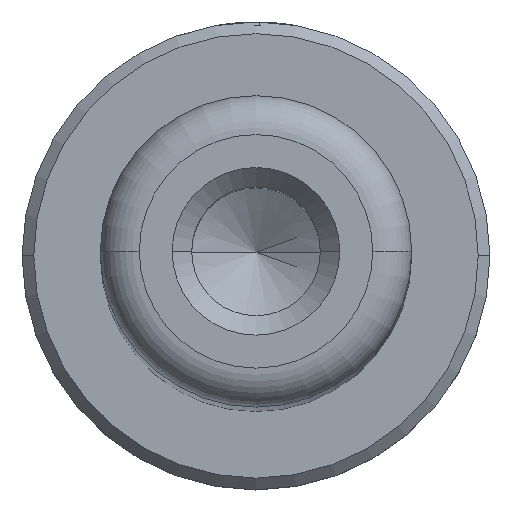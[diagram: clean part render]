
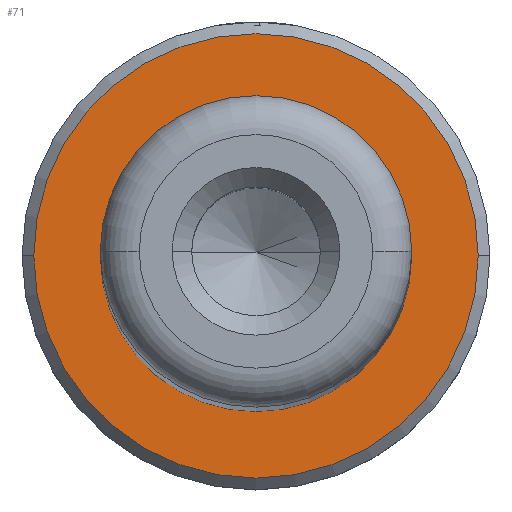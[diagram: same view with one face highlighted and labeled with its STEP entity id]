
A CAD part, top view. The second image highlights one B-rep face of the part: STEP entity #71.
In plain terms, the highlighted planar face has unit normal (0, 0, 1).
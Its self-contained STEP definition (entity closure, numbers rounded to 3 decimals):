
#21 = AXIS2_PLACEMENT_3D ( 'NONE', #646, #1790, #810 ) ;
#35 = CIRCLE ( 'NONE', #1030, 3.6 ) ;
#71 = ADVANCED_FACE ( 'NONE', ( #263, #537 ), #232, .T. ) ;
#156 = ORIENTED_EDGE ( 'NONE', *, *, #659, .T. ) ;
#228 = EDGE_CURVE ( 'NONE', #1489, #1882, #1812, .T. ) ;
#232 = PLANE ( 'NONE',  #378 ) ;
#242 = AXIS2_PLACEMENT_3D ( 'NONE', #1856, #1844, #1793 ) ;
#263 = FACE_OUTER_BOUND ( 'NONE', #1588, .T. ) ;
#275 = DIRECTION ( 'NONE',  ( 1., 0., 0. ) ) ;
#290 = VERTEX_POINT ( 'NONE', #1125 ) ;
#341 = CARTESIAN_POINT ( 'NONE',  ( 0., 0., 11. ) ) ;
#378 = AXIS2_PLACEMENT_3D ( 'NONE', #341, #616, #275 ) ;
#405 = DIRECTION ( 'NONE',  ( -1., 0., 0. ) ) ;
#411 = DIRECTION ( 'NONE',  ( 0., 0., -1. ) ) ;
#421 = CARTESIAN_POINT ( 'NONE',  ( 0., 0., 11. ) ) ;
#461 = EDGE_CURVE ( 'NONE', #1977, #290, #35, .T. ) ;
#537 = FACE_BOUND ( 'NONE', #1993, .T. ) ;
#616 = DIRECTION ( 'NONE',  ( 0., 0., 1. ) ) ;
#646 = CARTESIAN_POINT ( 'NONE',  ( 0., 0., 11. ) ) ;
#659 = EDGE_CURVE ( 'NONE', #290, #1977, #1480, .T. ) ;
#810 = DIRECTION ( 'NONE',  ( 1., 0., 0. ) ) ;
#831 = ORIENTED_EDGE ( 'NONE', *, *, #228, .T. ) ;
#1030 = AXIS2_PLACEMENT_3D ( 'NONE', #421, #411, #405 ) ;
#1125 = CARTESIAN_POINT ( 'NONE',  ( -3.6, 0., 11. ) ) ;
#1370 = ORIENTED_EDGE ( 'NONE', *, *, #1685, .T. ) ;
#1391 = DIRECTION ( 'NONE',  ( 1., 0., 0. ) ) ;
#1407 = DIRECTION ( 'NONE',  ( 0., 0., 1. ) ) ;
#1414 = CARTESIAN_POINT ( 'NONE',  ( 0., 0., 11. ) ) ;
#1458 = AXIS2_PLACEMENT_3D ( 'NONE', #1414, #1407, #1391 ) ;
#1480 = CIRCLE ( 'NONE', #242, 3.6 ) ;
#1489 = VERTEX_POINT ( 'NONE', #1544 ) ;
#1497 = CIRCLE ( 'NONE', #21, 5.7 ) ;
#1544 = CARTESIAN_POINT ( 'NONE',  ( 5.7, 0., 11. ) ) ;
#1588 = EDGE_LOOP ( 'NONE', ( #1370, #831 ) ) ;
#1621 = ORIENTED_EDGE ( 'NONE', *, *, #461, .T. ) ;
#1685 = EDGE_CURVE ( 'NONE', #1882, #1489, #1497, .T. ) ;
#1790 = DIRECTION ( 'NONE',  ( 0., 0., 1. ) ) ;
#1793 = DIRECTION ( 'NONE',  ( -1., 0., 0. ) ) ;
#1812 = CIRCLE ( 'NONE', #1458, 5.7 ) ;
#1844 = DIRECTION ( 'NONE',  ( 0., 0., -1. ) ) ;
#1856 = CARTESIAN_POINT ( 'NONE',  ( 0., 0., 11. ) ) ;
#1882 = VERTEX_POINT ( 'NONE', #1968 ) ;
#1968 = CARTESIAN_POINT ( 'NONE',  ( -5.7, 0., 11. ) ) ;
#1977 = VERTEX_POINT ( 'NONE', #2008 ) ;
#1993 = EDGE_LOOP ( 'NONE', ( #156, #1621 ) ) ;
#2008 = CARTESIAN_POINT ( 'NONE',  ( 3.6, 0., 11. ) ) ;
